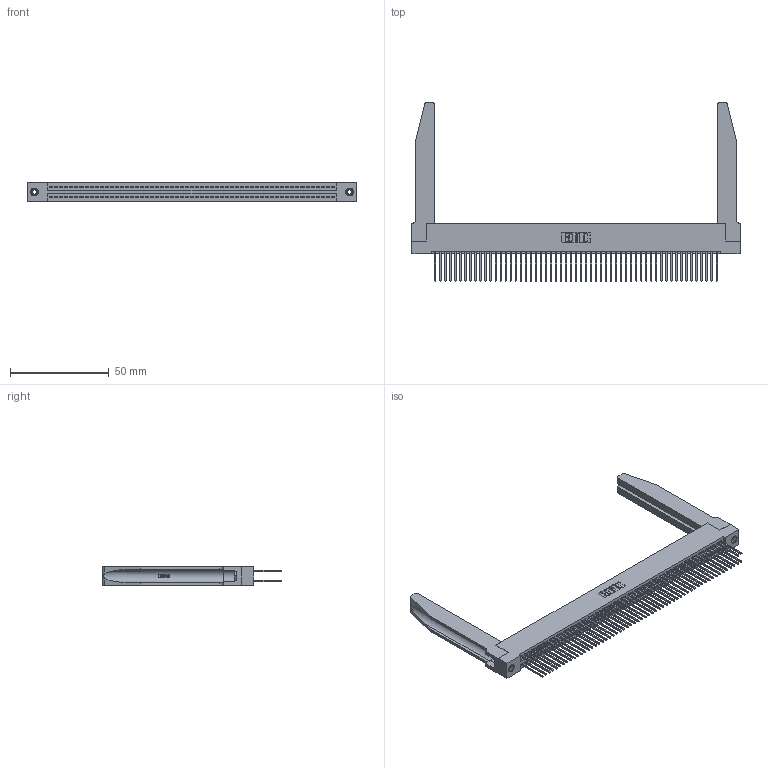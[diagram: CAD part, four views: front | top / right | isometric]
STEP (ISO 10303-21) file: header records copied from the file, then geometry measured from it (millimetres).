
FILE_DESCRIPTION (( 'STEP AP203' ), '1' );
FILE_NAME ('395-114-540-278.STEP', '2019-10-27T17:51:44', ( '' ), ( '' ), 'SwSTEP 2.0', 'SolidWorks 2016', '' );
FILE_SCHEMA (( 'CONFIG_CONTROL_DESIGN' ));
Length unit declared in the file: inch
Products named in the file (5): 345 Part_Flush Mounting Lugs - 0.156 Dia-TH; 345-292-001_345-293-140; 345-250-001_345-250-001-102; 345-220-078_345-220-078; 395-114-540-278
Assembly tree (119 placements, depth 2):
  395-114-540-278
    345 Part_Flush Mounting Lugs - 0.156 Dia-TH
    345-292-001_345-293-140  x114
    345-250-001_345-250-001-102  x2
    345-220-078_345-220-078  x2
Bounding box: 166.01 x 90.09 x 9.4 mm (x, y, z)
Volume: 24468.7 mm3; surface area: 33816.8 mm2
Topology: 119 solids, 119 shells, 6060 faces, 17935 edges, 11794 vertices
Faces by surface type: plane 3984, cylinder 2024, bspline 36, cone 12, torus 4
Entity records: 47462 total; most frequent: CARTESIAN_POINT 8859, ORIENTED_EDGE 7690, DIRECTION 6787, EDGE_CURVE 3845, LINE 3391, VECTOR 3391, VERTEX_POINT 2556, AXIS2_PLACEMENT_3D 1698
